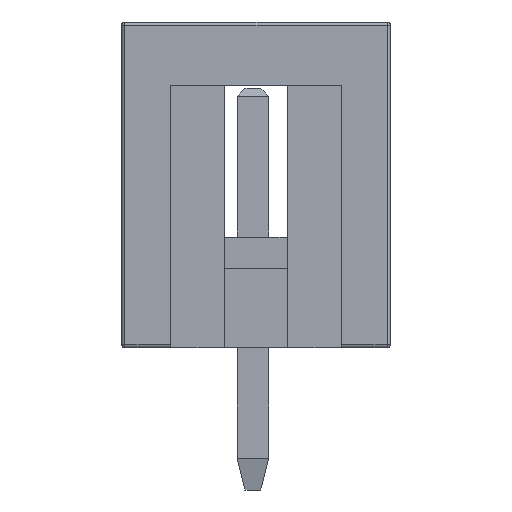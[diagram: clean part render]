
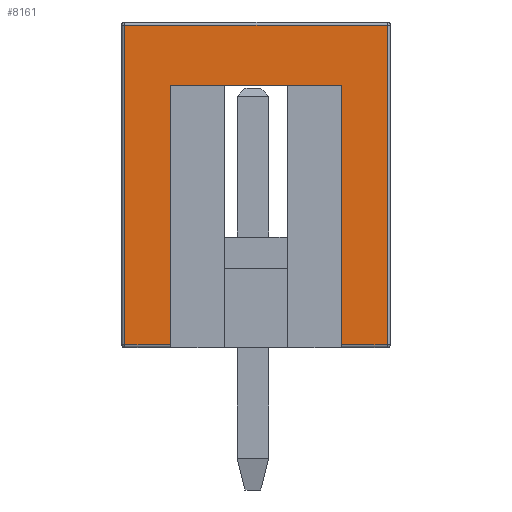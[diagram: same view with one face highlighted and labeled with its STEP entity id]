
A CAD part, left-side view. The second image highlights one B-rep face of the part: STEP entity #8161.
In plain terms, the highlighted planar face has unit normal (-1, 0, 0).
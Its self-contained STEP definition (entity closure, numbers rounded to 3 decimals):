
#3852 = VERTEX_POINT('',#3853);
#3853 = CARTESIAN_POINT('',(-2.8,-4.25,0.1));
#3860 = EDGE_CURVE('',#3852,#3861,#3863,.T.);
#3861 = VERTEX_POINT('',#3862);
#3862 = CARTESIAN_POINT('',(-2.8,-4.25,10.2));
#3863 = LINE('',#3864,#3865);
#3864 = CARTESIAN_POINT('',(-2.8,-4.25,0.));
#3865 = VECTOR('',#3866,1.);
#3866 = DIRECTION('',(0.,0.,1.));
#8161 = ADVANCED_FACE('',(#8162),#8219,.F.);
#8162 = FACE_BOUND('',#8163,.F.);
#8163 = EDGE_LOOP('',(#8164,#8165,#8173,#8181,#8189,#8197,#8205,#8213));
#8164 = ORIENTED_EDGE('',*,*,#3860,.F.);
#8165 = ORIENTED_EDGE('',*,*,#8166,.F.);
#8166 = EDGE_CURVE('',#8167,#3852,#8169,.T.);
#8167 = VERTEX_POINT('',#8168);
#8168 = CARTESIAN_POINT('',(-2.8,-2.8,0.1));
#8169 = LINE('',#8170,#8171);
#8170 = CARTESIAN_POINT('',(-2.8,4.15,0.1));
#8171 = VECTOR('',#8172,1.);
#8172 = DIRECTION('',(0.,-1.,0.));
#8173 = ORIENTED_EDGE('',*,*,#8174,.F.);
#8174 = EDGE_CURVE('',#8175,#8167,#8177,.T.);
#8175 = VERTEX_POINT('',#8176);
#8176 = CARTESIAN_POINT('',(-2.8,-2.8,8.3));
#8177 = LINE('',#8178,#8179);
#8178 = CARTESIAN_POINT('',(-2.8,-2.8,4.15));
#8179 = VECTOR('',#8180,1.);
#8180 = DIRECTION('',(0.,0.,-1.));
#8181 = ORIENTED_EDGE('',*,*,#8182,.F.);
#8182 = EDGE_CURVE('',#8183,#8175,#8185,.T.);
#8183 = VERTEX_POINT('',#8184);
#8184 = CARTESIAN_POINT('',(-2.8,2.6,8.3));
#8185 = LINE('',#8186,#8187);
#8186 = CARTESIAN_POINT('',(-2.8,2.025,8.3));
#8187 = VECTOR('',#8188,1.);
#8188 = DIRECTION('',(0.,-1.,0.));
#8189 = ORIENTED_EDGE('',*,*,#8190,.F.);
#8190 = EDGE_CURVE('',#8191,#8183,#8193,.T.);
#8191 = VERTEX_POINT('',#8192);
#8192 = CARTESIAN_POINT('',(-2.8,2.6,0.1));
#8193 = LINE('',#8194,#8195);
#8194 = CARTESIAN_POINT('',(-2.8,2.6,-4.15));
#8195 = VECTOR('',#8196,1.);
#8196 = DIRECTION('',(0.,0.,1.));
#8197 = ORIENTED_EDGE('',*,*,#8198,.F.);
#8198 = EDGE_CURVE('',#8199,#8191,#8201,.T.);
#8199 = VERTEX_POINT('',#8200);
#8200 = CARTESIAN_POINT('',(-2.8,4.05,0.1));
#8201 = LINE('',#8202,#8203);
#8202 = CARTESIAN_POINT('',(-2.8,4.15,0.1));
#8203 = VECTOR('',#8204,1.);
#8204 = DIRECTION('',(0.,-1.,0.));
#8205 = ORIENTED_EDGE('',*,*,#8206,.T.);
#8206 = EDGE_CURVE('',#8199,#8207,#8209,.T.);
#8207 = VERTEX_POINT('',#8208);
#8208 = CARTESIAN_POINT('',(-2.8,4.05,10.2));
#8209 = LINE('',#8210,#8211);
#8210 = CARTESIAN_POINT('',(-2.8,4.05,0.));
#8211 = VECTOR('',#8212,1.);
#8212 = DIRECTION('',(0.,0.,1.));
#8213 = ORIENTED_EDGE('',*,*,#8214,.T.);
#8214 = EDGE_CURVE('',#8207,#3861,#8215,.T.);
#8215 = LINE('',#8216,#8217);
#8216 = CARTESIAN_POINT('',(-2.8,4.15,10.2));
#8217 = VECTOR('',#8218,1.);
#8218 = DIRECTION('',(0.,-1.,0.));
#8219 = PLANE('',#8220);
#8220 = AXIS2_PLACEMENT_3D('',#8221,#8222,#8223);
#8221 = CARTESIAN_POINT('',(-2.8,4.15,0.));
#8222 = DIRECTION('',(1.,0.,0.));
#8223 = DIRECTION('',(0.,-1.,0.));
